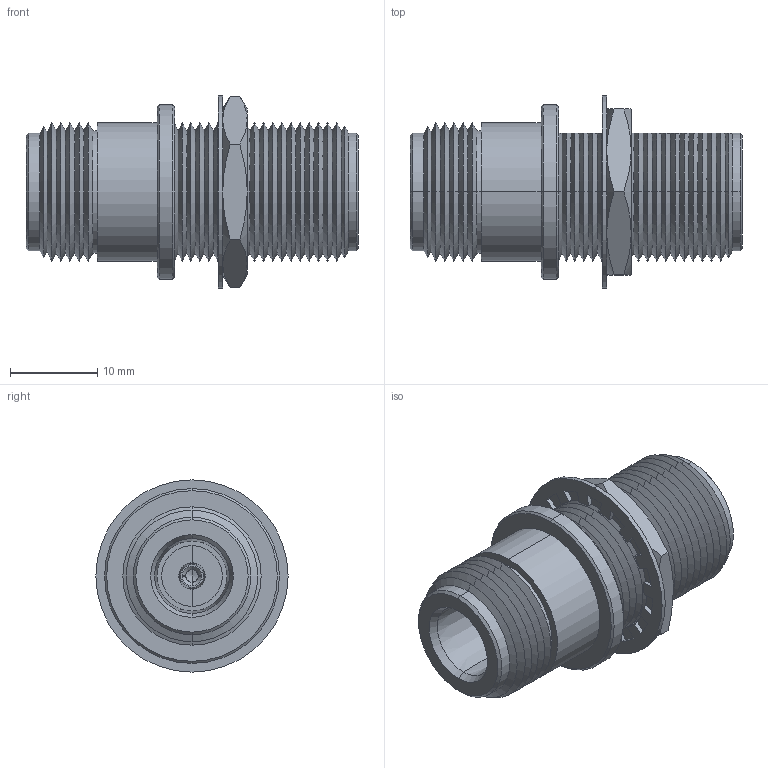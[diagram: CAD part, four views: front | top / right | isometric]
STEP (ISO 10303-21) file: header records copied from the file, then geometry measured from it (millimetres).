
FILE_DESCRIPTION (( 'STEP AP214' ), '1' );
FILE_NAME ('FMAD10041_3D.step', '2025-02-24T20:23:15', ( '' ), ( '' ), 'SwSTEP 2.0', 'SolidWorks 2022', '' );
FILE_SCHEMA (( 'AUTOMOTIVE_DESIGN' ));
Length unit declared in the file: millimetre
Products named in the file (4): Copy of LOCKWASH-INT.625^FMAD10041; Copy of AXA-NFNFB2_body^FMAD10041; Copy of 3AA02-017^FMAD10041; FMAD10041_3D
Assembly tree (3 placements, depth 2):
  FMAD10041_3D
    Copy of AXA-NFNFB2_body^FMAD10041
    Copy of LOCKWASH-INT.625^FMAD10041
    Copy of 3AA02-017^FMAD10041
Bounding box: 38 x 22 x 22 mm (x, y, z)
Volume: 6230 mm3; surface area: 4994.7 mm2
Topology: 3 solids, 3 shells, 337 faces, 832 edges, 505 vertices
Faces by surface type: cone 210, plane 92, cylinder 35
Entity records: 11281 total; most frequent: CARTESIAN_POINT 2377, DIRECTION 1659, ORIENTED_EDGE 1656, EDGE_CURVE 828, AXIS2_PLACEMENT_3D 655, VERTEX_POINT 505, VECTOR 349, EDGE_LOOP 349
